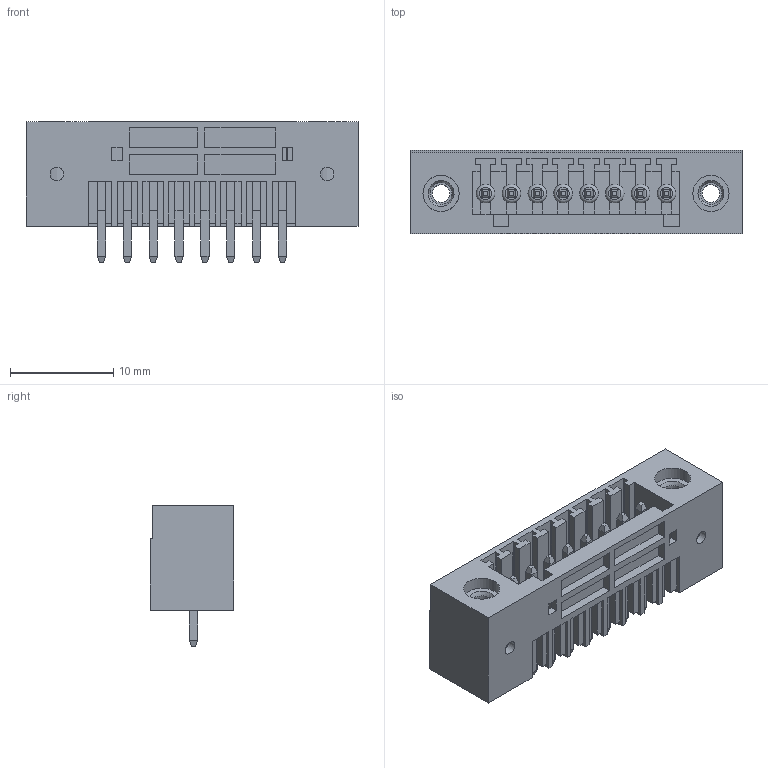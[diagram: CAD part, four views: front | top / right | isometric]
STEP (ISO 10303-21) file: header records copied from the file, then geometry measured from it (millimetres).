
FILE_DESCRIPTION(/* description */ ('Unknown'),/* implementation_level */ '2;1');
FILE_NAME(/* name */ '691382030008',/* time_stamp */ '2016-03-29T17:41:49+02:00',/* author */ ('Unknown'),/* organization */ ('Unknown'),/* preprocessor_version */ 'ST-DEVELOPER v16',/* originating_system */ 'DEX',/* authorisation */ $);
FILE_SCHEMA (('AUTOMOTIVE_DESIGN {1 0 10303 214 3 1 1}'));
Length unit declared in the file: millimetre
Products named in the file (4): 6913820300xx; 691382030008; 6913820300xx_PIN; 6913820300xx_Thread
Assembly tree (11 placements, depth 2):
  6913820300xx
    691382030008
    6913820300xx_PIN  x8
    6913820300xx_Thread  x2
Bounding box: 32.1 x 8.1 x 13.6 mm (x, y, z)
Volume: 1471.4 mm3; surface area: 3746.7 mm2
Topology: 11 solids, 11 shells, 610 faces, 1614 edges, 1041 vertices
Faces by surface type: plane 578, cylinder 22, torus 8, cone 2
Full cylindrical faces by diameter (mm): 1.3 x2, 1.7 x2, 1.8 x8, 2.113 x2, 3.5 x4
Entity records: 15925 total; most frequent: CARTESIAN_POINT 2806, ORIENTED_EDGE 2748, DIRECTION 2485, EDGE_CURVE 1374, LINE 1301, VECTOR 1301, VERTEX_POINT 913, AXIS2_PLACEMENT_3D 592
